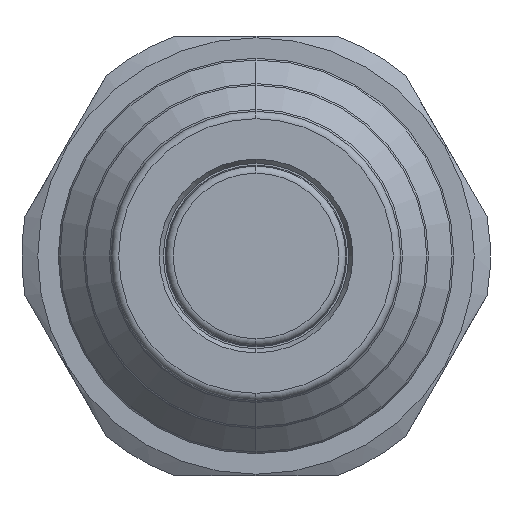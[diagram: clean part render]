
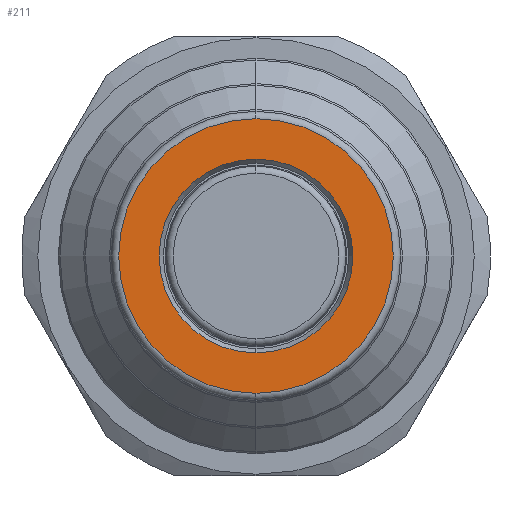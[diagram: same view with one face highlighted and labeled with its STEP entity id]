
A CAD part, left-side view. The second image highlights one B-rep face of the part: STEP entity #211.
In plain terms, the highlighted planar face has unit normal (-1, 0, 0).
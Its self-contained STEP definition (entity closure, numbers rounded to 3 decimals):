
#30 = AXIS2_PLACEMENT_3D ( 'NONE', #1004, #1015, #1003 ) ;
#31 = AXIS2_PLACEMENT_3D ( 'NONE', #1152, #1231, #1272 ) ;
#70 = AXIS2_PLACEMENT_3D ( 'NONE', #2023, #2022, #1983 ) ;
#72 = AXIS2_PLACEMENT_3D ( 'NONE', #1996, #1997, #2030 ) ;
#211 = ADVANCED_FACE ( 'NONE', ( #1630, #1628 ), #812, .T. ) ;
#353 = CIRCLE ( 'NONE', #31, 6.614 ) ;
#355 = CIRCLE ( 'NONE', #30, 9.375 ) ;
#413 = EDGE_LOOP ( 'NONE', ( #494, #439 ) ) ;
#439 = ORIENTED_EDGE ( 'NONE', *, *, #1305, .F. ) ;
#468 = ORIENTED_EDGE ( 'NONE', *, *, #1387, .T. ) ;
#494 = ORIENTED_EDGE ( 'NONE', *, *, #1384, .F. ) ;
#498 = ORIENTED_EDGE ( 'NONE', *, *, #1307, .T. ) ;
#557 = EDGE_LOOP ( 'NONE', ( #498, #468 ) ) ;
#711 = VERTEX_POINT ( 'NONE', #2054 ) ;
#714 = VERTEX_POINT ( 'NONE', #1941 ) ;
#726 = VERTEX_POINT ( 'NONE', #1881 ) ;
#745 = DIRECTION ( 'NONE',  ( 0., 0., 1. ) ) ;
#750 = DIRECTION ( 'NONE',  ( -1., 0., 0. ) ) ;
#751 = CARTESIAN_POINT ( 'NONE',  ( 0., 6.614, 0. ) ) ;
#812 = PLANE ( 'NONE',  #1360 ) ;
#938 = VERTEX_POINT ( 'NONE', #1713 ) ;
#1003 = DIRECTION ( 'NONE',  ( 0., 0., 1. ) ) ;
#1004 = CARTESIAN_POINT ( 'NONE',  ( 0., 0., 0. ) ) ;
#1015 = DIRECTION ( 'NONE',  ( -1., 0., 0. ) ) ;
#1152 = CARTESIAN_POINT ( 'NONE',  ( 0., 0., 0. ) ) ;
#1231 = DIRECTION ( 'NONE',  ( -1., 0., 0. ) ) ;
#1272 = DIRECTION ( 'NONE',  ( 0., 0., 1. ) ) ;
#1305 = EDGE_CURVE ( 'NONE', #726, #711, #1454, .T. ) ;
#1307 = EDGE_CURVE ( 'NONE', #938, #714, #1431, .T. ) ;
#1360 = AXIS2_PLACEMENT_3D ( 'NONE', #751, #750, #745 ) ;
#1384 = EDGE_CURVE ( 'NONE', #711, #726, #353, .T. ) ;
#1387 = EDGE_CURVE ( 'NONE', #714, #938, #355, .T. ) ;
#1431 = CIRCLE ( 'NONE', #70, 9.375 ) ;
#1454 = CIRCLE ( 'NONE', #72, 6.614 ) ;
#1628 = FACE_BOUND ( 'NONE', #413, .T. ) ;
#1630 = FACE_OUTER_BOUND ( 'NONE', #557, .T. ) ;
#1713 = CARTESIAN_POINT ( 'NONE',  ( 0., 0., 9.375 ) ) ;
#1881 = CARTESIAN_POINT ( 'NONE',  ( 0., 0., -6.614 ) ) ;
#1941 = CARTESIAN_POINT ( 'NONE',  ( 0., 0., -9.375 ) ) ;
#1983 = DIRECTION ( 'NONE',  ( 0., 0., 1. ) ) ;
#1996 = CARTESIAN_POINT ( 'NONE',  ( 0., 0., 0. ) ) ;
#1997 = DIRECTION ( 'NONE',  ( -1., 0., 0. ) ) ;
#2022 = DIRECTION ( 'NONE',  ( -1., 0., 0. ) ) ;
#2023 = CARTESIAN_POINT ( 'NONE',  ( 0., 0., 0. ) ) ;
#2030 = DIRECTION ( 'NONE',  ( 0., 0., 1. ) ) ;
#2054 = CARTESIAN_POINT ( 'NONE',  ( 0., 0., 6.614 ) ) ;
